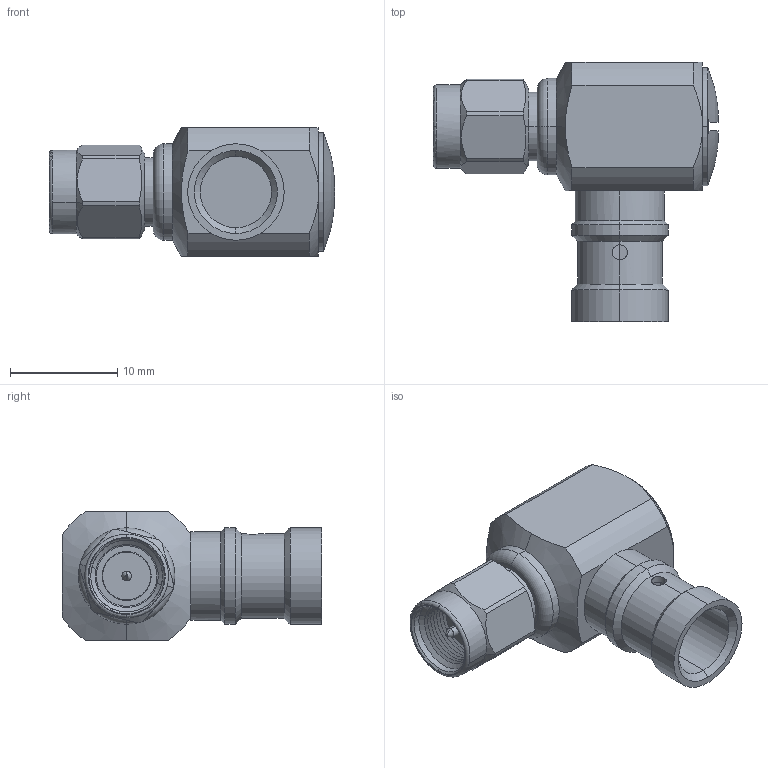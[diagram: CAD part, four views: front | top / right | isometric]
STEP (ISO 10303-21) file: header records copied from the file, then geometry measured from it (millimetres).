
FILE_DESCRIPTION (( 'STEP AP214' ), '1' );
FILE_NAME ('TC-250-SM-RA-LP_3D.STEP', '2021-09-08T18:39:51', ( '' ), ( '' ), 'SwSTEP 2.0', 'SolidWorks 2021', '' );
FILE_SCHEMA (( 'AUTOMOTIVE_DESIGN' ));
Length unit declared in the file: inch
Products named in the file (4): TC-250-SM-RA-X_body; TC-250-SM-RA-LP_3D; TC-250-SM-RA-LP_cap; TC-250-SM-RA-LP-MA3
Assembly tree (3 placements, depth 2):
  TC-250-SM-RA-LP_3D
    TC-250-SM-RA-X_body
    TC-250-SM-RA-LP-MA3
    TC-250-SM-RA-LP_cap
Bounding box: 26.61 x 24.2 x 12 mm (x, y, z)
Volume: 2932.4 mm3; surface area: 2328.7 mm2
Topology: 3 solids, 3 shells, 175 faces, 390 edges, 230 vertices
Faces by surface type: cone 80, cylinder 51, plane 36, torus 6, sphere 2
Entity records: 5263 total; most frequent: CARTESIAN_POINT 1144, DIRECTION 911, ORIENTED_EDGE 780, EDGE_CURVE 390, AXIS2_PLACEMENT_3D 379, VERTEX_POINT 230, CIRCLE 198, EDGE_LOOP 188
